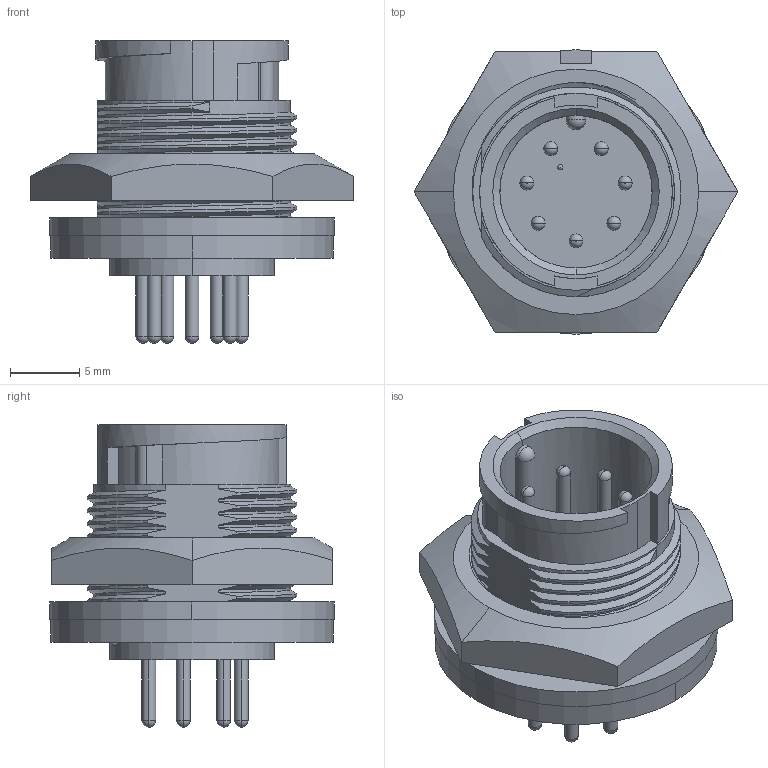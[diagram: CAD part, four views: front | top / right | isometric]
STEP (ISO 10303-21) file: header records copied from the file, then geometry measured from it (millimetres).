
FILE_DESCRIPTION (( 'STEP AP203' ), '1' );
FILE_NAME ('7281-7PG-300.STEP', '2015-11-13T15:32:50', ( '' ), ( '' ), 'SwSTEP 2.0', 'SolidWorks 2014', '' );
FILE_SCHEMA (( 'CONFIG_CONTROL_DESIGN' ));
Length unit declared in the file: inch
Products named in the file (1): 7281-7PG-300
Bounding box: 23.46 x 20.62 x 21.89 mm (x, y, z)
Volume: 2909 mm3; surface area: 3012.4 mm2
Topology: 2 solids, 2 shells, 201 faces, 504 edges, 325 vertices
Faces by surface type: cylinder 94, plane 48, torus 28, bspline 24, cone 4, sphere 3
Entity records: 12359 total; most frequent: CARTESIAN_POINT 7872, ORIENTED_EDGE 996, DIRECTION 852, EDGE_CURVE 498, AXIS2_PLACEMENT_3D 342, VERTEX_POINT 322, EDGE_LOOP 224, FACE_OUTER_BOUND 201
